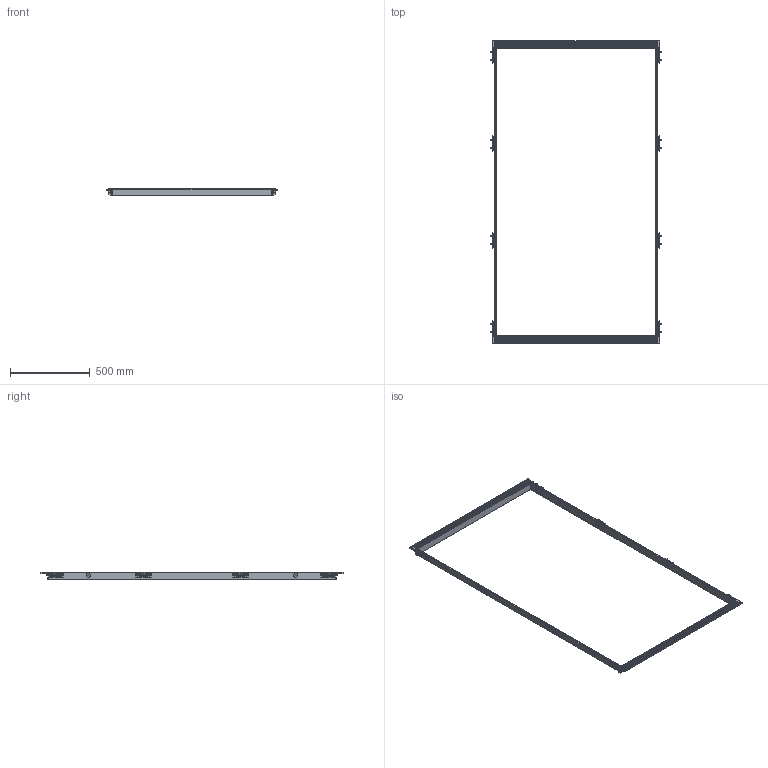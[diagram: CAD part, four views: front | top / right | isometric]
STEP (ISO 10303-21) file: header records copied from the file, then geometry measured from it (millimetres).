
FILE_DESCRIPTION(('STEP AP214'),'1');
FILE_NAME('cctmp_5F82032D-DD68-459E-AA09-B9F2D61C1EC5_2024_05_06_11_40_47_0972..stp','2024-05-06T09:40:50',('SIEMENS A&D'),('CADClick - www.CADClick.com'),'Spatial InterOp 3D',' ','unknown authorization');
FILE_SCHEMA(('AUTOMOTIVE_DESIGN'));
Length unit declared in the file: millimetre
Products named in the file (41): cc_unnamed; 2024_05_06_11_40_47_0894; 2024_05_06_11_40_47_0862; 2024_05_06_11_40_47_0831; 2024_05_06_11_40_47_0800; 2024_05_06_11_40_47_0769; 2024_05_06_11_40_47_0706; 2024_05_06_11_40_47_0675; 2024_05_06_11_40_47_0644; 2024_05_06_11_40_47_0581; 2024_05_06_11_40_47_0550; 2024_05_06_11_40_47_0519; 2024_05_06_11_40_47_0487; 2024_05_06_11_40_47_0425; 2024_05_06_11_40_47_0394; 2024_05_06_11_40_47_0362; 2024_05_06_11_40_47_0331; 2024_05_06_11_40_47_0269; 2024_05_06_11_40_47_0237; 2024_05_06_11_40_47_0206; 2024_05_06_11_40_47_0175; 2024_05_06_11_40_47_0112; 2024_05_06_11_40_47_0081; 2024_05_06_11_40_47_0050; 2024_05_06_11_40_47_0009; 2024_05_06_11_40_46_0947; 2024_05_06_11_40_46_0916; 2024_05_06_11_40_46_0884; 2024_05_06_11_40_46_0853; 2024_05_06_11_40_46_0789; 2024_05_06_11_40_46_0758; 2024_05_06_11_40_46_0727; 2024_05_06_11_40_46_0695; 2024_05_06_11_40_46_0633; 2024_05_06_11_40_46_0602; 2024_05_06_11_40_46_0570; 2024_05_06_11_40_46_0539; 2024_05_06_11_40_46_0477; 2024_05_06_11_40_46_0445; 2024_05_06_11_40_46_0405 ...
Assembly tree (40 placements, depth 2):
  cc_unnamed
    2024_05_06_11_40_47_0894
    2024_05_06_11_40_47_0862
    2024_05_06_11_40_47_0831
    2024_05_06_11_40_47_0800
    2024_05_06_11_40_47_0769
    2024_05_06_11_40_47_0706
    2024_05_06_11_40_47_0675
    2024_05_06_11_40_47_0644
    2024_05_06_11_40_47_0581
    2024_05_06_11_40_47_0550
    2024_05_06_11_40_47_0519
    2024_05_06_11_40_47_0487
    2024_05_06_11_40_47_0425
    2024_05_06_11_40_47_0394
    2024_05_06_11_40_47_0362
    2024_05_06_11_40_47_0331
    2024_05_06_11_40_47_0269
    2024_05_06_11_40_47_0237
    2024_05_06_11_40_47_0206
    2024_05_06_11_40_47_0175
    2024_05_06_11_40_47_0112
    2024_05_06_11_40_47_0081
    2024_05_06_11_40_47_0050
    2024_05_06_11_40_47_0009
    2024_05_06_11_40_46_0947
    2024_05_06_11_40_46_0916
    2024_05_06_11_40_46_0884
    2024_05_06_11_40_46_0853
    2024_05_06_11_40_46_0789
    2024_05_06_11_40_46_0758
    2024_05_06_11_40_46_0727
    2024_05_06_11_40_46_0695
    2024_05_06_11_40_46_0633
    2024_05_06_11_40_46_0602
    2024_05_06_11_40_46_0570
    2024_05_06_11_40_46_0539
    2024_05_06_11_40_46_0477
    2024_05_06_11_40_46_0445
    2024_05_06_11_40_46_0405
    2024_05_06_11_40_46_0374
Bounding box: 1067 x 1897 x 48 mm (x, y, z)
Volume: 744598.5 mm3; surface area: 945920.1 mm2
Topology: 40 solids, 40 shells, 3852 faces, 10684 edges, 7032 vertices
Faces by surface type: plane 2720, cylinder 956, cone 176
Entity records: 160118 total; most frequent: CARTESIAN_POINT 25817, ORIENTED_EDGE 21368, DIRECTION 20446, EDGE_CURVE 10684, LINE 8292, VECTOR 8292, VERTEX_POINT 7032, AXIS2_PLACEMENT_3D 6077
